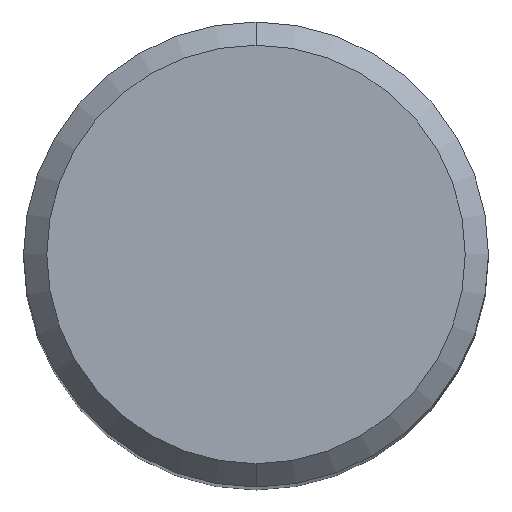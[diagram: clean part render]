
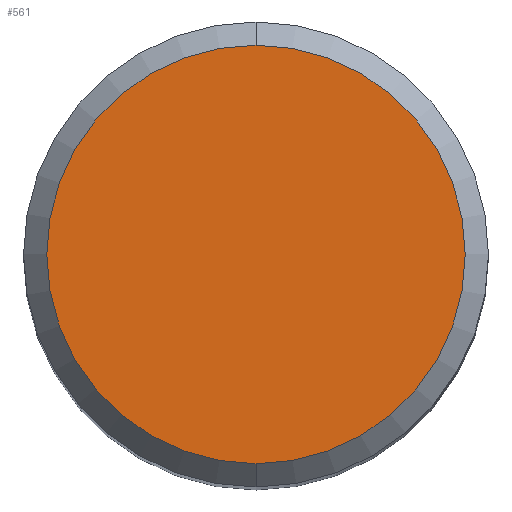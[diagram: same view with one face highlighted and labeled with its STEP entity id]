
A CAD part, top view. The second image highlights one B-rep face of the part: STEP entity #561.
In plain terms, the highlighted planar face has unit normal (0, 0, 1).
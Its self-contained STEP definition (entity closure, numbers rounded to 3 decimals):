
#317=EDGE_CURVE('',#795,#469,#874,.T.);
#431=EDGE_CURVE('',#469,#795,#1001,.T.);
#469=VERTEX_POINT('',#1042);
#561=ADVANCED_FACE('',(#1142),#1143,.T.);
#795=VERTEX_POINT('',#1397);
#874=CIRCLE('',#1545,5.4);
#1001=CIRCLE('',#3975,5.4);
#1042=CARTESIAN_POINT('',(0.0,5.4,0.0));
#1142=FACE_OUTER_BOUND('',#5978,.T.);
#1143=PLANE('',#5979);
#1397=CARTESIAN_POINT('',(0.,-5.4,0.0));
#1545=AXIS2_PLACEMENT_3D('',#9276,#9277,#9278);
#3975=AXIS2_PLACEMENT_3D('',#9442,#9443,#9444);
#5978=EDGE_LOOP('',(#9579,#9580));
#5979=AXIS2_PLACEMENT_3D('',#9581,#9582,#9583);
#9276=CARTESIAN_POINT('',(0.0,0.0,0.0));
#9277=DIRECTION('',(0.0,0.0,-1.0));
#9278=DIRECTION('',(0.0,1.0,0.0));
#9442=CARTESIAN_POINT('',(0.0,0.0,0.0));
#9443=DIRECTION('',(0.0,0.0,-1.0));
#9444=DIRECTION('',(0.0,1.0,0.0));
#9579=ORIENTED_EDGE('',*,*,#431,.F.);
#9580=ORIENTED_EDGE('',*,*,#317,.F.);
#9581=CARTESIAN_POINT('',(0.0,2.7,0.0));
#9582=DIRECTION('',(-0.0,0.0,1.0));
#9583=DIRECTION('',(0.0,-1.0,0.0));
